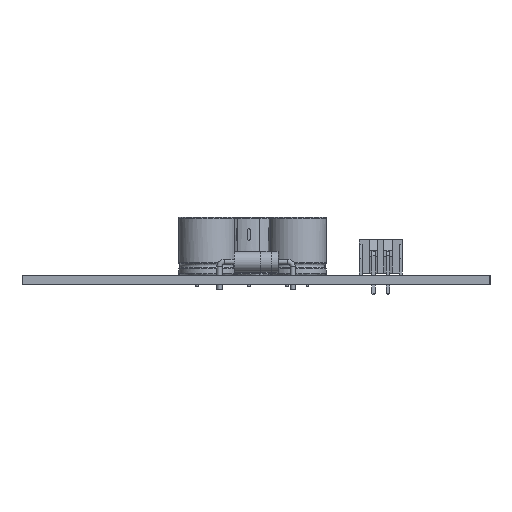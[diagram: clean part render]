
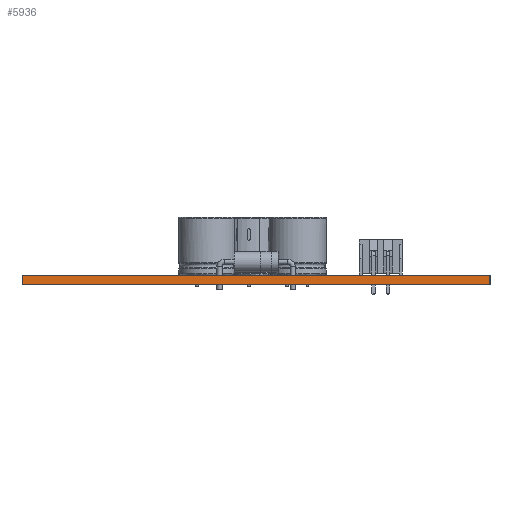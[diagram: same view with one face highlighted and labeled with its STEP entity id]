
A CAD part, left-side view. The second image highlights one B-rep face of the part: STEP entity #5936.
In plain terms, the highlighted planar face has unit normal (-1, 0, 0).
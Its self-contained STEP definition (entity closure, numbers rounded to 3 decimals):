
#5880 = VERTEX_POINT('',#5881);
#5881 = CARTESIAN_POINT('',(71.,-137.,1.6));
#5887 = EDGE_CURVE('',#5888,#5880,#5890,.T.);
#5888 = VERTEX_POINT('',#5889);
#5889 = CARTESIAN_POINT('',(71.,-137.,0.));
#5890 = LINE('',#5891,#5892);
#5891 = CARTESIAN_POINT('',(71.,-137.,0.));
#5892 = VECTOR('',#5893,1.);
#5893 = DIRECTION('',(0.,0.,1.));
#5936 = ADVANCED_FACE('',(#5937),#5962,.T.);
#5937 = FACE_BOUND('',#5938,.T.);
#5938 = EDGE_LOOP('',(#5939,#5940,#5948,#5956));
#5939 = ORIENTED_EDGE('',*,*,#5887,.T.);
#5940 = ORIENTED_EDGE('',*,*,#5941,.T.);
#5941 = EDGE_CURVE('',#5880,#5942,#5944,.T.);
#5942 = VERTEX_POINT('',#5943);
#5943 = CARTESIAN_POINT('',(71.,-56.,1.6));
#5944 = LINE('',#5945,#5946);
#5945 = CARTESIAN_POINT('',(71.,-137.,1.6));
#5946 = VECTOR('',#5947,1.);
#5947 = DIRECTION('',(0.,1.,0.));
#5948 = ORIENTED_EDGE('',*,*,#5949,.F.);
#5949 = EDGE_CURVE('',#5950,#5942,#5952,.T.);
#5950 = VERTEX_POINT('',#5951);
#5951 = CARTESIAN_POINT('',(71.,-56.,0.));
#5952 = LINE('',#5953,#5954);
#5953 = CARTESIAN_POINT('',(71.,-56.,0.));
#5954 = VECTOR('',#5955,1.);
#5955 = DIRECTION('',(0.,0.,1.));
#5956 = ORIENTED_EDGE('',*,*,#5957,.F.);
#5957 = EDGE_CURVE('',#5888,#5950,#5958,.T.);
#5958 = LINE('',#5959,#5960);
#5959 = CARTESIAN_POINT('',(71.,-137.,0.));
#5960 = VECTOR('',#5961,1.);
#5961 = DIRECTION('',(0.,1.,0.));
#5962 = PLANE('',#5963);
#5963 = AXIS2_PLACEMENT_3D('',#5964,#5965,#5966);
#5964 = CARTESIAN_POINT('',(71.,-137.,0.));
#5965 = DIRECTION('',(-1.,0.,0.));
#5966 = DIRECTION('',(0.,1.,0.));
